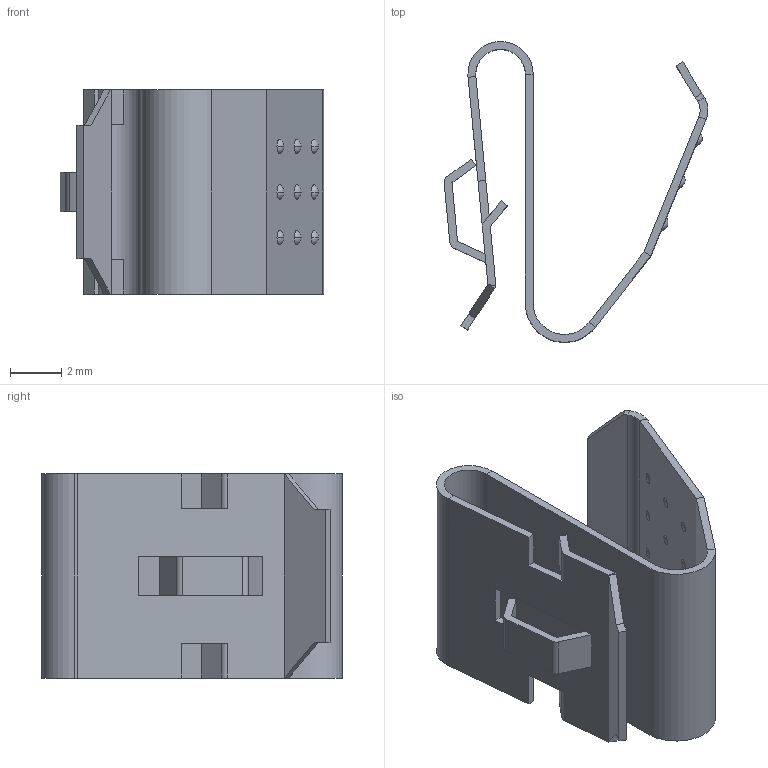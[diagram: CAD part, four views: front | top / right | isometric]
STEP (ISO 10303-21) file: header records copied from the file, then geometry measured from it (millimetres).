
FILE_DESCRIPTION (( 'STEP AP203' ), '1' );
FILE_NAME ('7293-003_G_BK-209 Battery Clip.STEP', '2019-08-12T14:35:51', ( 'Olmec' ), ( '' ), 'SwSTEP 2.0', 'SolidWorks 2016', '' );
FILE_SCHEMA (( 'CONFIG_CONTROL_DESIGN' ));
Length unit declared in the file: inch
Products named in the file (1): 7293-003_G_BK-209 Battery Clip
Bounding box: 10.28 x 11.71 x 7.95 mm (x, y, z)
Volume: 89.3 mm3; surface area: 622.4 mm2
Topology: 1 solids, 1 shells, 112 faces, 264 edges, 172 vertices
Faces by surface type: plane 60, sphere 36, cylinder 14, bspline 2
Entity records: 3391 total; most frequent: CARTESIAN_POINT 627, DIRECTION 590, ORIENTED_EDGE 528, EDGE_CURVE 264, AXIS2_PLACEMENT_3D 215, VERTEX_POINT 172, LINE 160, VECTOR 160
